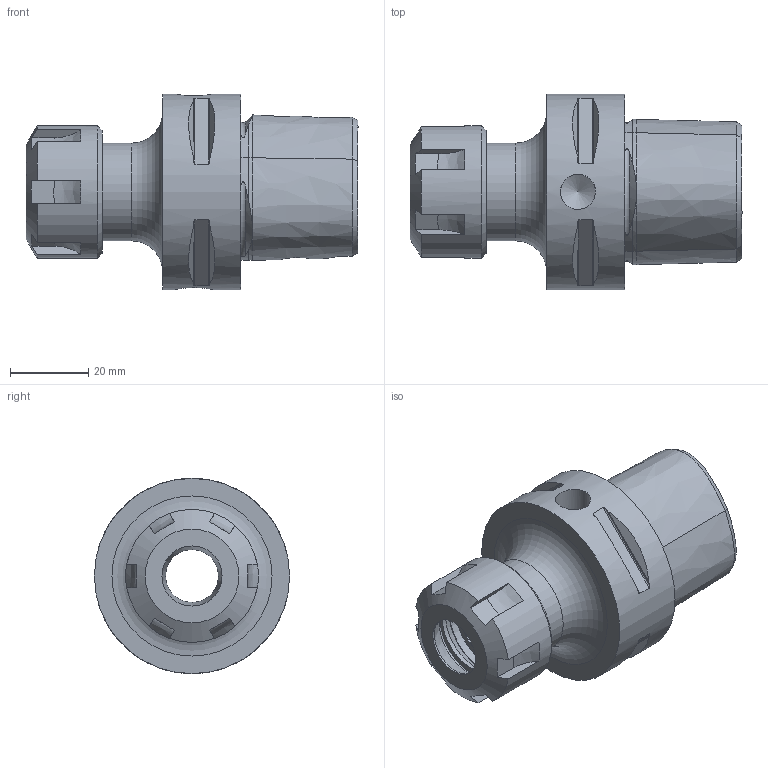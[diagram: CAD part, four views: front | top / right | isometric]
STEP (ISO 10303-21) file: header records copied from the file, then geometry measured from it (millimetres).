
FILE_DESCRIPTION(/* description */ (''),/* implementation_level */ '2;1');
FILE_NAME(/* name */ '05_13_20.stp',/* time_stamp */ '2022-06-02T10:20:53+02:00',/* author */ ('cad'),/* organization */ (''),/* preprocessor_version */ 'ST-DEVELOPER v18.1',/* originating_system */ 'Autodesk Inventor 2021',/* authorisation */ '');
FILE_SCHEMA (('AUTOMOTIVE_DESIGN { 1 0 10303 214 3 1 1 }'));
Length unit declared in the file: inch
Products named in the file (1): 05_13_20_Shrinkwrap_1
Bounding box: 85 x 50 x 50 mm (x, y, z)
Volume: 70713.8 mm3; surface area: 20007.5 mm2
Topology: 1 solids, 1 shells, 138 faces, 379 edges, 256 vertices
Faces by surface type: plane 57, cylinder 28, bspline 26, cone 23, torus 4
Full cylindrical faces by diameter (mm): 5 x1, 6.1 x2, 9 x1, 10 x1, 13.5 x1, 14.376 x1, 15.4 x1, 16.3 x1, 20.5 x1, 21 x2, 22 x1, 23.376 x1, 24 x1, 25 x1, 25.5 x1, 34 x1, 50 x1
Entity records: 5788 total; most frequent: CARTESIAN_POINT 2286, ORIENTED_EDGE 752, DIRECTION 617, EDGE_CURVE 376, AXIS2_PLACEMENT_3D 260, VERTEX_POINT 256, EDGE_LOOP 158, CIRCLE 139
